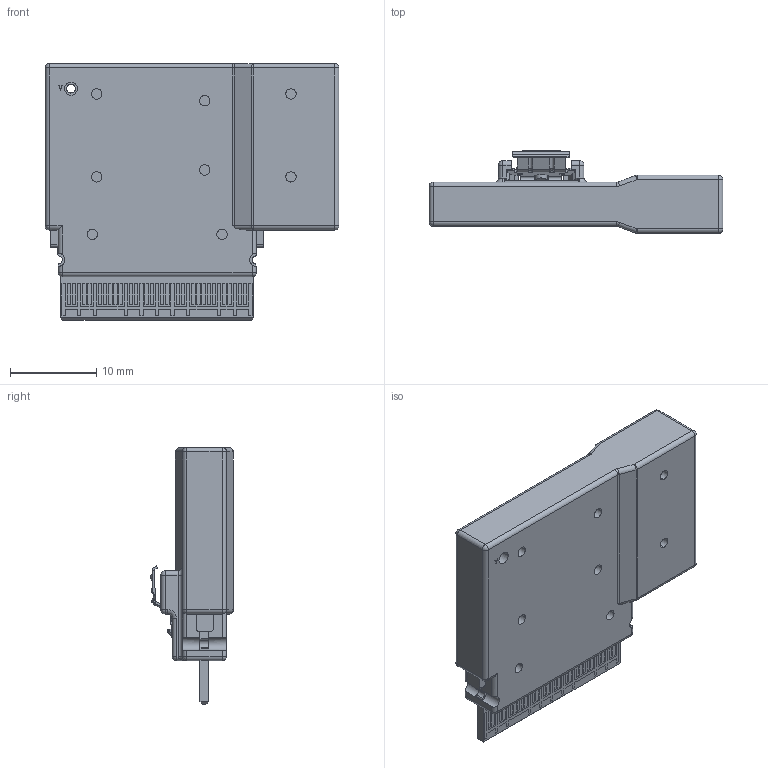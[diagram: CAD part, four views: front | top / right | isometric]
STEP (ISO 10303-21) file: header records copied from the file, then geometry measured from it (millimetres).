
FILE_DESCRIPTION((''),'2;1');
FILE_NAME('NC101HF-01-FA','2021-02-08T',('t01395'),(''),'PRO/ENGINEER BY PARAMETRIC TECHNOLOGY CORPORATION, 2007450','PRO/ENGINEER BY PARAMETRIC TECHNOLOGY CORPORATION, 2007450','');
FILE_SCHEMA(('CONFIG_CONTROL_DESIGN'));
Length unit declared in the file: millimetre
Products named in the file (1): NC101HF-01-FA
Bounding box: 34 x 9.58 x 29.7 mm (x, y, z)
Volume: 4454.2 mm3; surface area: 2835.3 mm2
Topology: 1 solids, 1 shells, 948 faces, 2452 edges, 1554 vertices
Faces by surface type: plane 682, cylinder 196, sphere 46, torus 12, bspline 10, cone 2
Entity records: 29678 total; most frequent: CARTESIAN_POINT 6404, ORIENTED_EDGE 4856, DIRECTION 4692, EDGE_CURVE 2428, VECTOR 1940, LINE 1940, VERTEX_POINT 1554, AXIS2_PLACEMENT_3D 1376
